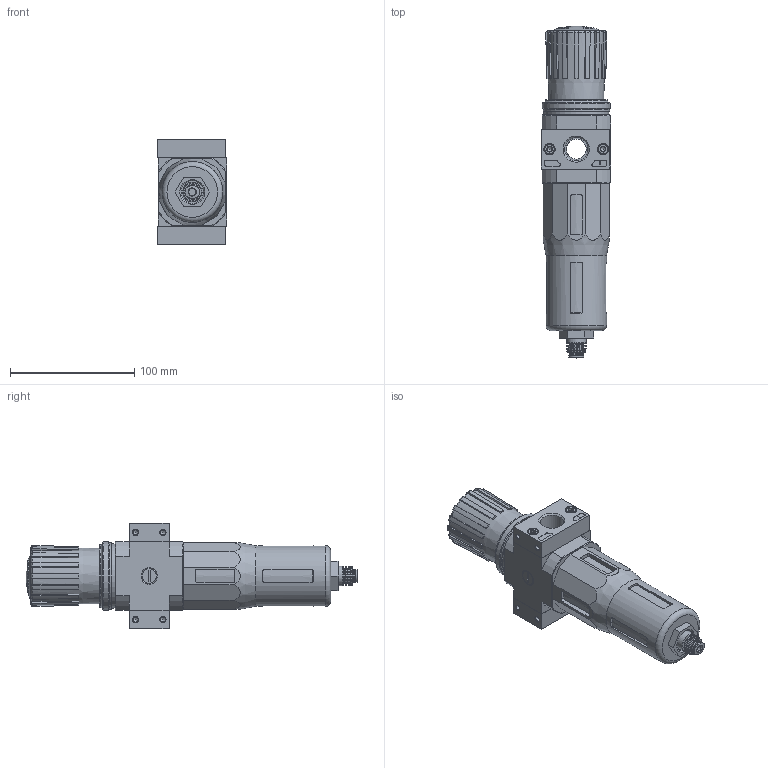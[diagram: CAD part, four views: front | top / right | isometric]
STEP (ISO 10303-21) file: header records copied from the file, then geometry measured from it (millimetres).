
FILE_DESCRIPTION(/* description */ ('STEP AP214'),/* implementation_level */ '2;1');
FILE_NAME(/* name */ '192625_LFR-1_2-D-5M-O-MIDI-A',/* time_stamp */ '2024-09-03T17:46:19+02:00',/* author */ ('License CC BY-ND 4.0'),/* organization */ ('CADENAS'),/* preprocessor_version */ 'ST-DEVELOPER v19.3',/* originating_system */ 'PARTsolutions',/* authorisation */ ' ');
FILE_SCHEMA (('AUTOMOTIVE_DESIGN {1 0 10303 214 3 1 1}'));
Length unit declared in the file: millimetre
Products named in the file (8): 192625 LFR-1/2-D-5M-O-MIDI-A---(0); 127311 LFR-D-5M-MIDI-A--(0); 380303 PBL-1/2-D-MIDI-R---(0) p1; DIN-912 - M5x18(F); 380301 PBL-1/2-D-MIDI-L---(1) p1; 398012 LRVS-D-MINI; 373846 LR-MIDI; 526489 MS4-LFR-V
Assembly tree (11 placements, depth 2):
  192625 LFR-1/2-D-5M-O-MIDI-A---(0)
    127311 LFR-D-5M-MIDI-A--(0)
    380303 PBL-1/2-D-MIDI-R---(0) p1
    DIN-912 - M5x18(F)  x4
    380301 PBL-1/2-D-MIDI-L---(1) p1
    398012 LRVS-D-MINI
    373846 LR-MIDI  x2
    526489 MS4-LFR-V
Bounding box: 55.5 x 266.72 x 85 mm (x, y, z)
Volume: 552490.2 mm3; surface area: 77795.2 mm2
Topology: 11 solids, 12 shells, 607 faces, 1445 edges, 913 vertices
Faces by surface type: plane 306, cylinder 121, cone 117, torus 58, sphere 5
Full cylindrical faces by diameter (mm): 4.134 x8, 5 x4, 6 x1, 6.3 x2, 8.5 x4, 9.6 x2, 11 x1, 11.2 x2, 11.4 x1, 11.445 x2, 11.6 x1, 11.8 x1, 13.157 x2, 15.8 x1, 16 x1, 18 x1, 18.631 x2, 24.9 x1, 26.4 x1, 29.7 x1, 30.8 x1, 39 x1, 48.7 x1, 50.16 x1, 50.376 x1, 52 x1, 53.5 x1, 54.8 x1
Entity records: 17621 total; most frequent: CARTESIAN_POINT 3420, DIRECTION 2373, ORIENTED_EDGE 2274, EDGE_CURVE 1137, AXIS2_PLACEMENT_3D 962, VERTEX_POINT 799, FACE_BOUND 684, EDGE_LOOP 679
